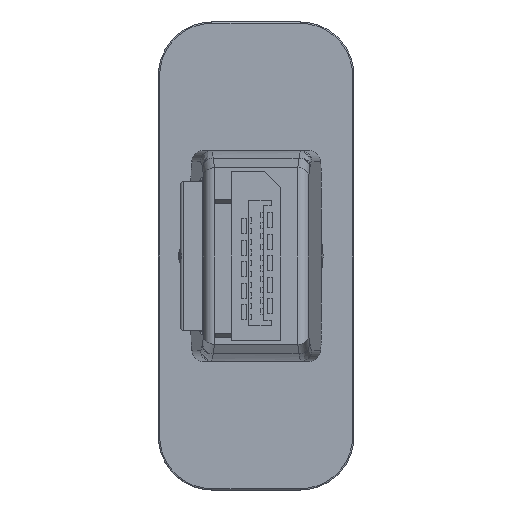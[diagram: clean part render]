
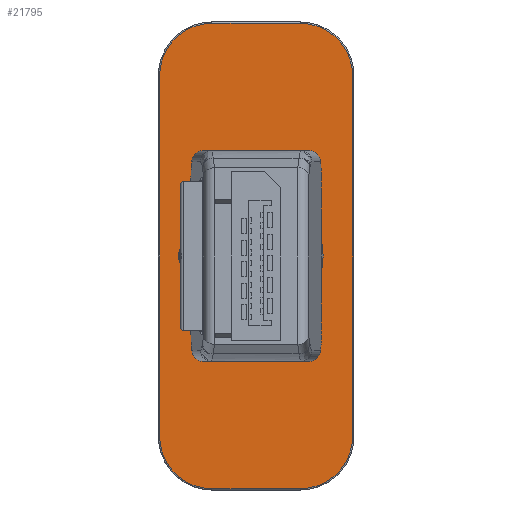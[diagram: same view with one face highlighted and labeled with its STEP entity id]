
A CAD part, left-side view. The second image highlights one B-rep face of the part: STEP entity #21795.
In plain terms, the highlighted face is planar.
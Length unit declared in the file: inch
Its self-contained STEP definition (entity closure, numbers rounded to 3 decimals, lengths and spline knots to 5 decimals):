
#10197 = CARTESIAN_POINT ( 'NONE',  ( -0.868, 0.53, 0. ) ) ;
#10426 = CARTESIAN_POINT ( 'NONE',  ( 0.673, 0.725, 0. ) ) ;
#10720 = CARTESIAN_POINT ( 'NONE',  ( -0.673, 0.005, 0. ) ) ;
#10738 = CARTESIAN_POINT ( 'NONE',  ( 0.868, 0.73, 0. ) ) ;
#10740 = LINE ( 'NONE', #10738, #10777 ) ;
#10776 = DIRECTION ( 'NONE',  ( 0., 1., 0. ) ) ;
#10777 = VECTOR ( 'NONE', #10776, 39.37008 ) ;
#10792 = CARTESIAN_POINT ( 'NONE',  ( -0.673, 0.725, 0. ) ) ;
#10817 = AXIS2_PLACEMENT_3D ( 'NONE', #10867, #10866, #10865 ) ;
#10824 = AXIS2_PLACEMENT_3D ( 'NONE', #10871, #10870, #10869 ) ;
#10840 = CARTESIAN_POINT ( 'NONE',  ( 0.673, 0.005, 0. ) ) ;
#10849 = CIRCLE ( 'NONE', #10824, 0.195 ) ;
#10865 = DIRECTION ( 'NONE',  ( -1., 0., 0. ) ) ;
#10866 = DIRECTION ( 'NONE',  ( 0., 0., 1. ) ) ;
#10867 = CARTESIAN_POINT ( 'NONE',  ( 0.673, 0.53, 0. ) ) ;
#10869 = DIRECTION ( 'NONE',  ( -1., 0., 0. ) ) ;
#10870 = DIRECTION ( 'NONE',  ( 0., 0., 1. ) ) ;
#10871 = CARTESIAN_POINT ( 'NONE',  ( -0.673, 0.2, 0. ) ) ;
#10874 = CIRCLE ( 'NONE', #10817, 0.195 ) ;
#11196 = CARTESIAN_POINT ( 'NONE',  ( -0.868, 0.2, 0. ) ) ;
#11224 = DIRECTION ( 'NONE',  ( 0., -1., 0. ) ) ;
#11230 = DIRECTION ( 'NONE',  ( -1., 0., 0. ) ) ;
#11231 = DIRECTION ( 'NONE',  ( 0., 0., -1. ) ) ;
#11234 = DIRECTION ( 'NONE',  ( -1., 0., 0. ) ) ;
#11235 = CARTESIAN_POINT ( 'NONE',  ( -0.873, 0.725, 0. ) ) ;
#11237 = DIRECTION ( 'NONE',  ( -1., 0., 0. ) ) ;
#11238 = DIRECTION ( 'NONE',  ( 0., 0., 1. ) ) ;
#11239 = CARTESIAN_POINT ( 'NONE',  ( -0.673, 0.53, 0. ) ) ;
#11240 = CARTESIAN_POINT ( 'NONE',  ( -0.873, 0.73, 0. ) ) ;
#11241 = FACE_BOUND ( 'NONE', #20060, .T. ) ;
#11242 = PLANE ( 'NONE',  #11245 ) ;
#11244 = AXIS2_PLACEMENT_3D ( 'NONE', #11239, #11238, #11237 ) ;
#11245 = AXIS2_PLACEMENT_3D ( 'NONE', #11240, #11231, #11230 ) ;
#11248 = LINE ( 'NONE', #11284, #11280 ) ;
#11249 = FACE_OUTER_BOUND ( 'NONE', #18298, .T. ) ;
#11253 = CIRCLE ( 'NONE', #11244, 0.195 ) ;
#11265 = VECTOR ( 'NONE', #11234, 39.37008 ) ;
#11268 = DIRECTION ( 'NONE',  ( -1., 0., 0. ) ) ;
#11269 = DIRECTION ( 'NONE',  ( 0., 0., 1. ) ) ;
#11270 = CARTESIAN_POINT ( 'NONE',  ( 0., 0.365, 0. ) ) ;
#11271 = AXIS2_PLACEMENT_3D ( 'NONE', #11270, #11269, #11268 ) ;
#11274 = CIRCLE ( 'NONE', #11271, 0.25 ) ;
#11275 = LINE ( 'NONE', #11235, #11265 ) ;
#11276 = CARTESIAN_POINT ( 'NONE',  ( 0.868, 0.53, 0. ) ) ;
#11280 = VECTOR ( 'NONE', #11224, 39.37008 ) ;
#11284 = CARTESIAN_POINT ( 'NONE',  ( -0.868, 0.73, 0. ) ) ;
#13518 = VERTEX_POINT ( 'NONE', #10197 ) ;
#13624 = VERTEX_POINT ( 'NONE', #10426 ) ;
#13719 = ORIENTED_EDGE ( 'NONE', *, *, #20077, .T. ) ;
#13745 = VERTEX_POINT ( 'NONE', #10720 ) ;
#13778 = ORIENTED_EDGE ( 'NONE', *, *, #21932, .T. ) ;
#13832 = EDGE_CURVE ( 'NONE', #20108, #21851, #10740, .T. ) ;
#13903 = VERTEX_POINT ( 'NONE', #10792 ) ;
#13949 = VERTEX_POINT ( 'NONE', #10840 ) ;
#13950 = ORIENTED_EDGE ( 'NONE', *, *, #21830, .T. ) ;
#13968 = EDGE_CURVE ( 'NONE', #21789, #13745, #10849, .T. ) ;
#13970 = EDGE_CURVE ( 'NONE', #21851, #13624, #10874, .T. ) ;
#15394 = ORIENTED_EDGE ( 'NONE', *, *, #35557, .F. ) ;
#15660 = ORIENTED_EDGE ( 'NONE', *, *, #21857, .F. ) ;
#15918 = EDGE_CURVE ( 'NONE', #13745, #13949, #26636, .T. ) ;
#18298 = EDGE_LOOP ( 'NONE', ( #13778, #21731, #13950, #21804, #21792, #13719, #20088, #19343 ) ) ;
#19154 = AXIS2_PLACEMENT_3D ( 'NONE', #19187, #19171, #19228 ) ;
#19171 = DIRECTION ( 'NONE',  ( 0., 0., 1. ) ) ;
#19176 = CIRCLE ( 'NONE', #19154, 0.25 ) ;
#19179 = VERTEX_POINT ( 'NONE', #31427 ) ;
#19187 = CARTESIAN_POINT ( 'NONE',  ( 0., 0.365, 0. ) ) ;
#19228 = DIRECTION ( 'NONE',  ( -1., 0., 0. ) ) ;
#19266 = CARTESIAN_POINT ( 'NONE',  ( 0.25, 0.365, 0. ) ) ;
#19343 = ORIENTED_EDGE ( 'NONE', *, *, #13970, .T. ) ;
#20060 = EDGE_LOOP ( 'NONE', ( #15660, #15394 ) ) ;
#20077 = EDGE_CURVE ( 'NONE', #13949, #20108, #31481, .T. ) ;
#20088 = ORIENTED_EDGE ( 'NONE', *, *, #13832, .T. ) ;
#20108 = VERTEX_POINT ( 'NONE', #31495 ) ;
#21731 = ORIENTED_EDGE ( 'NONE', *, *, #21793, .T. ) ;
#21789 = VERTEX_POINT ( 'NONE', #11196 ) ;
#21792 = ORIENTED_EDGE ( 'NONE', *, *, #15918, .T. ) ;
#21793 = EDGE_CURVE ( 'NONE', #13903, #13518, #11253, .T. ) ;
#21795 = ADVANCED_FACE ( 'NONE', ( #11249, #11241 ), #11242, .F. ) ;
#21804 = ORIENTED_EDGE ( 'NONE', *, *, #13968, .T. ) ;
#21830 = EDGE_CURVE ( 'NONE', #13518, #21789, #11248, .T. ) ;
#21851 = VERTEX_POINT ( 'NONE', #11276 ) ;
#21857 = EDGE_CURVE ( 'NONE', #35577, #19179, #11274, .T. ) ;
#21932 = EDGE_CURVE ( 'NONE', #13624, #13903, #11275, .T. ) ;
#26631 = DIRECTION ( 'NONE',  ( 1., 0., 0. ) ) ;
#26632 = VECTOR ( 'NONE', #26631, 39.37008 ) ;
#26635 = CARTESIAN_POINT ( 'NONE',  ( 0.673, 0.005, 0. ) ) ;
#26636 = LINE ( 'NONE', #26635, #26632 ) ;
#31427 = CARTESIAN_POINT ( 'NONE',  ( -0.25, 0.365, 0. ) ) ;
#31477 = DIRECTION ( 'NONE',  ( -1., 0., 0. ) ) ;
#31478 = DIRECTION ( 'NONE',  ( 0., 0., 1. ) ) ;
#31479 = CARTESIAN_POINT ( 'NONE',  ( 0.673, 0.2, 0. ) ) ;
#31480 = AXIS2_PLACEMENT_3D ( 'NONE', #31479, #31478, #31477 ) ;
#31481 = CIRCLE ( 'NONE', #31480, 0.195 ) ;
#31495 = CARTESIAN_POINT ( 'NONE',  ( 0.868, 0.2, 0. ) ) ;
#35557 = EDGE_CURVE ( 'NONE', #19179, #35577, #19176, .T. ) ;
#35577 = VERTEX_POINT ( 'NONE', #19266 ) ;
